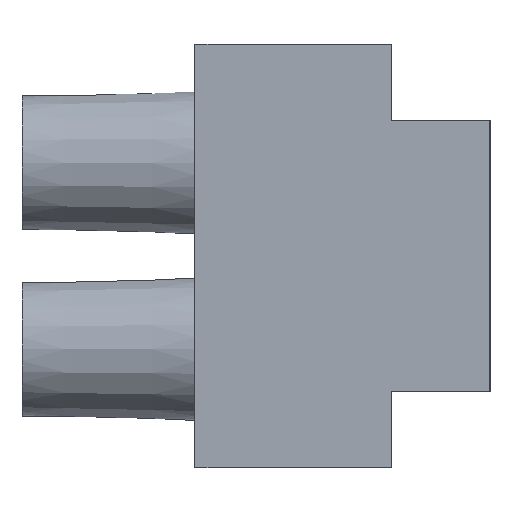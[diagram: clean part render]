
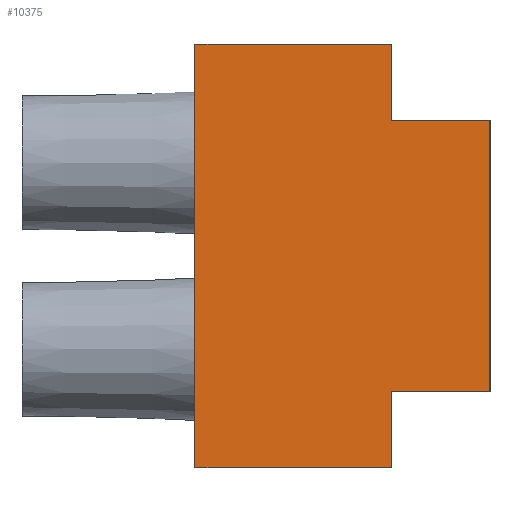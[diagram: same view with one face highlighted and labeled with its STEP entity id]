
A CAD part, left-side view. The second image highlights one B-rep face of the part: STEP entity #10375.
In plain terms, the highlighted planar face has unit normal (-1, 0, 0).
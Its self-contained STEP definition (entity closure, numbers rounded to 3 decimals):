
#1293=FACE_OUTER_BOUND('',#2048,.T.);
#2048=EDGE_LOOP('',(#9334,#9335,#9336,#9337,#9338,#9339,#9340,#9341));
#2989=LINE('',#15733,#4119);
#2994=LINE('',#15744,#4124);
#2996=LINE('',#15747,#4126);
#3142=LINE('',#16197,#4272);
#3145=LINE('',#16201,#4275);
#3154=LINE('',#16223,#4284);
#3156=LINE('',#16276,#4286);
#3213=LINE('',#16679,#4343);
#4119=VECTOR('',#12593,5.8);
#4124=VECTOR('',#12602,5.8);
#4126=VECTOR('',#12606,16.);
#4272=VECTOR('',#13120,4.5);
#4275=VECTOR('',#13123,4.5);
#4284=VECTOR('',#13144,25.);
#4286=VECTOR('',#13198,11.6);
#4343=VECTOR('',#13739,11.6);
#5005=VERTEX_POINT('',#15726);
#5008=VERTEX_POINT('',#15731);
#5011=VERTEX_POINT('',#15741);
#5012=VERTEX_POINT('',#15743);
#5132=VERTEX_POINT('',#16196);
#5133=VERTEX_POINT('',#16199);
#5139=VERTEX_POINT('',#16220);
#5140=VERTEX_POINT('',#16222);
#6229=EDGE_CURVE('',#5008,#5005,#2989,.T.);
#6234=EDGE_CURVE('',#5012,#5011,#2994,.T.);
#6236=EDGE_CURVE('',#5011,#5005,#2996,.T.);
#6434=EDGE_CURVE('',#5132,#5012,#3142,.T.);
#6437=EDGE_CURVE('',#5008,#5133,#3145,.T.);
#6448=EDGE_CURVE('',#5139,#5140,#3154,.T.);
#6475=EDGE_CURVE('',#5139,#5132,#3156,.T.);
#6628=EDGE_CURVE('',#5133,#5140,#3213,.T.);
#9334=ORIENTED_EDGE('',*,*,#6628,.T.);
#9335=ORIENTED_EDGE('',*,*,#6448,.F.);
#9336=ORIENTED_EDGE('',*,*,#6475,.T.);
#9337=ORIENTED_EDGE('',*,*,#6434,.T.);
#9338=ORIENTED_EDGE('',*,*,#6234,.T.);
#9339=ORIENTED_EDGE('',*,*,#6236,.T.);
#9340=ORIENTED_EDGE('',*,*,#6229,.F.);
#9341=ORIENTED_EDGE('',*,*,#6437,.T.);
#9860=PLANE('',#11121);
#10375=ADVANCED_FACE('',(#1293),#9860,.T.);
#11121=AXIS2_PLACEMENT_3D('',#16678,#13737,#13738);
#12593=DIRECTION('',(0.,-1.,0.));
#12602=DIRECTION('',(0.,-1.,0.));
#12606=DIRECTION('',(0.,0.,1.));
#13120=DIRECTION('',(0.,0.,1.));
#13123=DIRECTION('',(0.,0.,1.));
#13144=DIRECTION('',(0.,0.,1.));
#13198=DIRECTION('',(0.,-1.,0.));
#13737=DIRECTION('center_axis',(-1.,0.,0.));
#13738=DIRECTION('ref_axis',(0.,0.,1.));
#13739=DIRECTION('',(0.,1.,0.));
#15726=CARTESIAN_POINT('',(0.,-5.8,20.5));
#15731=CARTESIAN_POINT('',(0.,0.,20.5));
#15733=CARTESIAN_POINT('',(0.,0.,20.5));
#15741=CARTESIAN_POINT('',(0.,-5.8,4.5));
#15743=CARTESIAN_POINT('',(0.,0.,4.5));
#15744=CARTESIAN_POINT('',(0.,0.,4.5));
#15747=CARTESIAN_POINT('',(0.,-5.8,4.5));
#16196=CARTESIAN_POINT('',(0.,0.,0.));
#16197=CARTESIAN_POINT('',(0.,0.,0.));
#16199=CARTESIAN_POINT('',(0.,0.,25.));
#16201=CARTESIAN_POINT('',(0.,0.,20.5));
#16220=CARTESIAN_POINT('',(0.,11.6,0.));
#16222=CARTESIAN_POINT('',(0.,11.6,25.));
#16223=CARTESIAN_POINT('',(0.,11.6,0.));
#16276=CARTESIAN_POINT('',(0.,11.6,0.));
#16678=CARTESIAN_POINT('Origin',(0.,0.,0.));
#16679=CARTESIAN_POINT('',(0.,0.,25.));
